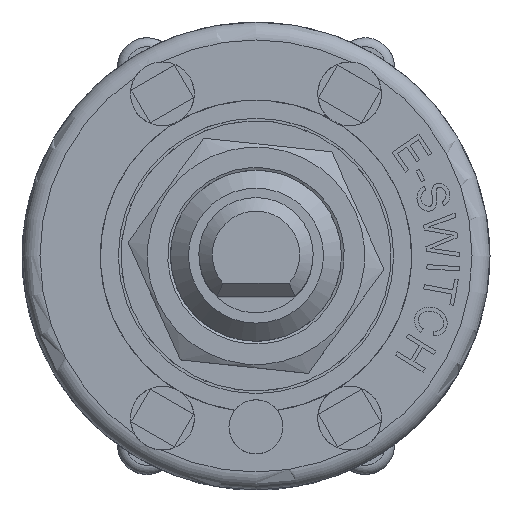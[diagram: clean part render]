
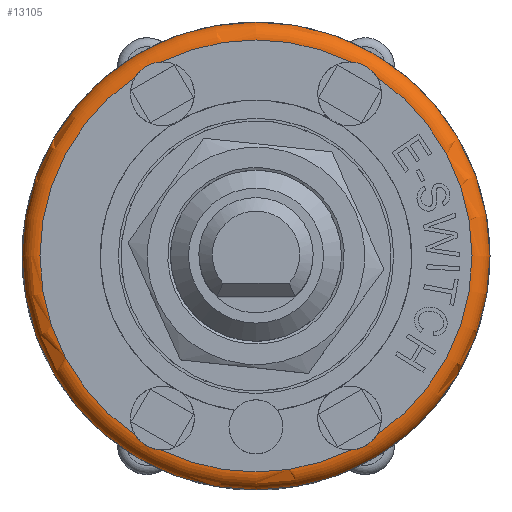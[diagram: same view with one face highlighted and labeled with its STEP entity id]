
A CAD part, top view. The second image highlights one B-rep face of the part: STEP entity #13105.
In plain terms, the highlighted toroidal (fillet/blend) face has major radius 12 mm and minor radius 1 mm.
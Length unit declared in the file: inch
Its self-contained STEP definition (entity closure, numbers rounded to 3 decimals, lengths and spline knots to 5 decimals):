
#226=B_SPLINE_CURVE_WITH_KNOTS('',3,(#18667,#18668,#18669,#18670,#18671,
#18672,#18673,#18674,#18675,#18676,#18677,#18678),.UNSPECIFIED.,.F.,.F.,
(4,2,2,2,2,4),(-0.26924,-0.24463,-0.21597,
-0.19207,-0.16451,-0.13568),.UNSPECIFIED.);
#227=B_SPLINE_CURVE_WITH_KNOTS('',3,(#18679,#18680,#18681,#18682,#18683,
#18684,#18685,#18686,#18687,#18688,#18689,#18690),.UNSPECIFIED.,.F.,.F.,
(4,2,2,2,2,4),(-0.26924,-0.24463,-0.21597,
-0.19207,-0.16451,-0.13568),.UNSPECIFIED.);
#228=B_SPLINE_CURVE_WITH_KNOTS('',3,(#18691,#18692,#18693,#18694,#18695,
#18696,#18697,#18698,#18699,#18700,#18701,#18702),.UNSPECIFIED.,.F.,.F.,
(4,2,2,2,2,4),(-0.26924,-0.24463,-0.21597,
-0.19207,-0.16451,-0.13568),.UNSPECIFIED.);
#229=B_SPLINE_CURVE_WITH_KNOTS('',3,(#18703,#18704,#18705,#18706,#18707,
#18708,#18709,#18710,#18711,#18712,#18713,#18714),.UNSPECIFIED.,.F.,.F.,
(4,2,2,2,2,4),(-0.26924,-0.24463,-0.21597,
-0.19207,-0.16451,-0.13568),.UNSPECIFIED.);
#553=TOROIDAL_SURFACE('',#13982,0.47244,0.03937);
#1332=FACE_OUTER_BOUND('',#2084,.T.);
#2084=EDGE_LOOP('',(#9930,#9931,#9932,#9933,#9934,#9935,#9936,#9937,#9938,
#9939,#9940,#9941));
#5644=CIRCLE('',#13965,0.47244);
#5646=CIRCLE('',#13968,0.47244);
#5650=CIRCLE('',#13973,0.47244);
#5654=CIRCLE('',#13978,0.47244);
#5655=CIRCLE('',#13979,0.47244);
#5658=CIRCLE('',#13983,0.51181);
#5659=CIRCLE('',#13984,0.03937);
#6074=VERTEX_POINT('',#18373);
#6076=VERTEX_POINT('',#18377);
#6077=VERTEX_POINT('',#18381);
#6078=VERTEX_POINT('',#18383);
#6080=VERTEX_POINT('',#18389);
#6081=VERTEX_POINT('',#18391);
#6083=VERTEX_POINT('',#18397);
#6084=VERTEX_POINT('',#18399);
#6085=VERTEX_POINT('',#18401);
#6172=VERTEX_POINT('',#18664);
#7494=EDGE_CURVE('',#6074,#6076,#5644,.T.);
#7496=EDGE_CURVE('',#6078,#6077,#5646,.T.);
#7500=EDGE_CURVE('',#6081,#6080,#5650,.T.);
#7504=EDGE_CURVE('',#6084,#6083,#5654,.T.);
#7505=EDGE_CURVE('',#6085,#6084,#5655,.T.);
#7593=EDGE_CURVE('',#6172,#6172,#5658,.T.);
#7594=EDGE_CURVE('',#6172,#6084,#5659,.T.);
#7595=EDGE_CURVE('',#6083,#6081,#226,.T.);
#7596=EDGE_CURVE('',#6080,#6078,#227,.T.);
#7597=EDGE_CURVE('',#6077,#6074,#228,.T.);
#7598=EDGE_CURVE('',#6076,#6085,#229,.T.);
#9930=ORIENTED_EDGE('',*,*,#7593,.T.);
#9931=ORIENTED_EDGE('',*,*,#7594,.T.);
#9932=ORIENTED_EDGE('',*,*,#7504,.T.);
#9933=ORIENTED_EDGE('',*,*,#7595,.T.);
#9934=ORIENTED_EDGE('',*,*,#7500,.T.);
#9935=ORIENTED_EDGE('',*,*,#7596,.T.);
#9936=ORIENTED_EDGE('',*,*,#7496,.T.);
#9937=ORIENTED_EDGE('',*,*,#7597,.T.);
#9938=ORIENTED_EDGE('',*,*,#7494,.T.);
#9939=ORIENTED_EDGE('',*,*,#7598,.T.);
#9940=ORIENTED_EDGE('',*,*,#7505,.T.);
#9941=ORIENTED_EDGE('',*,*,#7594,.F.);
#13105=ADVANCED_FACE('',(#1332),#553,.T.);
#13965=AXIS2_PLACEMENT_3D('',#18379,#15365,#15366);
#13968=AXIS2_PLACEMENT_3D('',#18384,#15371,#15372);
#13973=AXIS2_PLACEMENT_3D('',#18392,#15381,#15382);
#13978=AXIS2_PLACEMENT_3D('',#18400,#15391,#15392);
#13979=AXIS2_PLACEMENT_3D('',#18402,#15393,#15394);
#13982=AXIS2_PLACEMENT_3D('',#18663,#15456,#15457);
#13983=AXIS2_PLACEMENT_3D('',#18665,#15458,#15459);
#13984=AXIS2_PLACEMENT_3D('',#18666,#15460,#15461);
#15365=DIRECTION('center_axis',(0.,0.,-1.));
#15366=DIRECTION('ref_axis',(-1.,0.,0.));
#15371=DIRECTION('center_axis',(0.,0.,-1.));
#15372=DIRECTION('ref_axis',(-1.,0.,0.));
#15381=DIRECTION('center_axis',(0.,0.,-1.));
#15382=DIRECTION('ref_axis',(-1.,0.,0.));
#15391=DIRECTION('center_axis',(0.,0.,-1.));
#15392=DIRECTION('ref_axis',(-1.,0.,0.));
#15393=DIRECTION('center_axis',(0.,0.,-1.));
#15394=DIRECTION('ref_axis',(-1.,0.,0.));
#15456=DIRECTION('center_axis',(0.,0.,-1.));
#15457=DIRECTION('ref_axis',(-1.,0.,0.));
#15458=DIRECTION('center_axis',(0.,0.,1.));
#15459=DIRECTION('ref_axis',(-1.,0.,0.));
#15460=DIRECTION('center_axis',(0.,-1.,0.));
#15461=DIRECTION('ref_axis',(1.,0.,0.));
#18373=CARTESIAN_POINT('',(-0.20753,0.42442,0.41339));
#18377=CARTESIAN_POINT('',(0.20753,0.42442,0.41339));
#18379=CARTESIAN_POINT('Origin',(0.,0.,0.41339));
#18381=CARTESIAN_POINT('',(-0.26379,0.39194,0.41339));
#18383=CARTESIAN_POINT('',(-0.26379,-0.39194,0.41339));
#18384=CARTESIAN_POINT('Origin',(0.,0.,0.41339));
#18389=CARTESIAN_POINT('',(-0.20753,-0.42442,0.41339));
#18391=CARTESIAN_POINT('',(0.20753,-0.42442,0.41339));
#18392=CARTESIAN_POINT('Origin',(0.,0.,0.41339));
#18397=CARTESIAN_POINT('',(0.26379,-0.39194,0.41339));
#18399=CARTESIAN_POINT('',(0.47244,0.,0.41339));
#18400=CARTESIAN_POINT('Origin',(0.,0.,0.41339));
#18401=CARTESIAN_POINT('',(0.26379,0.39194,0.41339));
#18402=CARTESIAN_POINT('Origin',(0.,0.,0.41339));
#18663=CARTESIAN_POINT('Origin',(0.,0.,0.37402));
#18664=CARTESIAN_POINT('',(0.51181,0.,0.37402));
#18665=CARTESIAN_POINT('Origin',(0.,0.,0.37402));
#18666=CARTESIAN_POINT('Origin',(0.47244,0.,
0.37402));
#18667=CARTESIAN_POINT('Ctrl Pts',(0.26379,-0.39194,
0.41339));
#18668=CARTESIAN_POINT('Ctrl Pts',(0.26165,-0.39532,
0.41339));
#18669=CARTESIAN_POINT('Ctrl Pts',(0.25918,-0.39859,
0.41329));
#18670=CARTESIAN_POINT('Ctrl Pts',(0.25306,-0.40529,
0.41304));
#18671=CARTESIAN_POINT('Ctrl Pts',(0.2494,-0.40855,
0.4129));
#18672=CARTESIAN_POINT('Ctrl Pts',(0.24211,-0.41377,
0.41277));
#18673=CARTESIAN_POINT('Ctrl Pts',(0.2386,-0.41585,
0.41276));
#18674=CARTESIAN_POINT('Ctrl Pts',(0.23069,-0.41964,
0.41286));
#18675=CARTESIAN_POINT('Ctrl Pts',(0.22626,-0.42124,
0.41299));
#18676=CARTESIAN_POINT('Ctrl Pts',(0.21694,-0.42357,
0.41325));
#18677=CARTESIAN_POINT('Ctrl Pts',(0.21219,-0.42423,
0.41339));
#18678=CARTESIAN_POINT('Ctrl Pts',(0.20753,-0.42442,
0.41339));
#18679=CARTESIAN_POINT('Ctrl Pts',(-0.20753,-0.42442,
0.41339));
#18680=CARTESIAN_POINT('Ctrl Pts',(-0.21153,-0.42426,
0.41339));
#18681=CARTESIAN_POINT('Ctrl Pts',(-0.2156,-0.42375,
0.41329));
#18682=CARTESIAN_POINT('Ctrl Pts',(-0.22446,-0.42181,
0.41304));
#18683=CARTESIAN_POINT('Ctrl Pts',(-0.22911,-0.42026,
0.4129));
#18684=CARTESIAN_POINT('Ctrl Pts',(-0.23728,-0.41656,
0.41277));
#18685=CARTESIAN_POINT('Ctrl Pts',(-0.24084,-0.41456,
0.41276));
#18686=CARTESIAN_POINT('Ctrl Pts',(-0.24808,-0.4096,
0.41286));
#18687=CARTESIAN_POINT('Ctrl Pts',(-0.25168,-0.40656,
0.41299));
#18688=CARTESIAN_POINT('Ctrl Pts',(-0.25836,-0.39966,
0.41325));
#18689=CARTESIAN_POINT('Ctrl Pts',(-0.2613,-0.39588,
0.41339));
#18690=CARTESIAN_POINT('Ctrl Pts',(-0.26379,-0.39194,
0.41339));
#18691=CARTESIAN_POINT('Ctrl Pts',(-0.26379,0.39194,
0.41339));
#18692=CARTESIAN_POINT('Ctrl Pts',(-0.26165,0.39532,
0.41339));
#18693=CARTESIAN_POINT('Ctrl Pts',(-0.25918,0.39859,
0.41329));
#18694=CARTESIAN_POINT('Ctrl Pts',(-0.25306,0.40529,
0.41304));
#18695=CARTESIAN_POINT('Ctrl Pts',(-0.2494,0.40855,
0.4129));
#18696=CARTESIAN_POINT('Ctrl Pts',(-0.24211,0.41377,
0.41277));
#18697=CARTESIAN_POINT('Ctrl Pts',(-0.2386,0.41585,
0.41276));
#18698=CARTESIAN_POINT('Ctrl Pts',(-0.23069,0.41964,
0.41286));
#18699=CARTESIAN_POINT('Ctrl Pts',(-0.22626,0.42124,
0.41299));
#18700=CARTESIAN_POINT('Ctrl Pts',(-0.21694,0.42357,
0.41325));
#18701=CARTESIAN_POINT('Ctrl Pts',(-0.21219,0.42423,
0.41339));
#18702=CARTESIAN_POINT('Ctrl Pts',(-0.20753,0.42442,
0.41339));
#18703=CARTESIAN_POINT('Ctrl Pts',(0.20753,0.42442,0.41339));
#18704=CARTESIAN_POINT('Ctrl Pts',(0.21153,0.42426,
0.41339));
#18705=CARTESIAN_POINT('Ctrl Pts',(0.2156,0.42375,
0.41329));
#18706=CARTESIAN_POINT('Ctrl Pts',(0.22446,0.42181,0.41304));
#18707=CARTESIAN_POINT('Ctrl Pts',(0.22911,0.42026,
0.4129));
#18708=CARTESIAN_POINT('Ctrl Pts',(0.23728,0.41656,0.41277));
#18709=CARTESIAN_POINT('Ctrl Pts',(0.24084,0.41456,
0.41276));
#18710=CARTESIAN_POINT('Ctrl Pts',(0.24808,0.4096,
0.41286));
#18711=CARTESIAN_POINT('Ctrl Pts',(0.25168,0.40656,
0.41299));
#18712=CARTESIAN_POINT('Ctrl Pts',(0.25836,0.39966,
0.41325));
#18713=CARTESIAN_POINT('Ctrl Pts',(0.2613,0.39588,
0.41339));
#18714=CARTESIAN_POINT('Ctrl Pts',(0.26379,0.39194,
0.41339));
